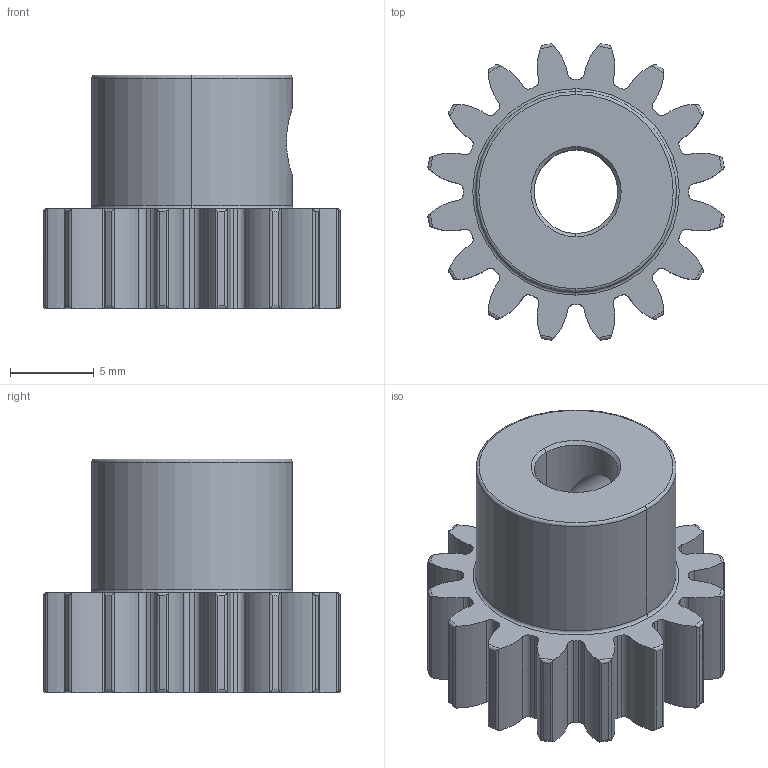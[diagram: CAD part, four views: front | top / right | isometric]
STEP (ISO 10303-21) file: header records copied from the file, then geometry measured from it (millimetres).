
FILE_DESCRIPTION (( 'STEP AP203' ), '1' );
FILE_NAME ('2664N468_METAL GEAR - 20 DEGREE PRESSURE ANGLE_2664N468_sldprt.STEP', '2021-07-30T01:58:00', ( '' ), ( '' ), 'SwSTEP 2.0', 'SolidWorks 2019', '' );
FILE_SCHEMA (( 'CONFIG_CONTROL_DESIGN' ));
Length unit declared in the file: inch
Products named in the file (1): 2664N468_METAL GEAR - 20 DEGREE PRESSURE ANGLE_2664N468_sldprt
Bounding box: 17.74 x 17.74 x 14 mm (x, y, z)
Volume: 1765.9 mm3; surface area: 1470.9 mm2
Topology: 1 solids, 1 shells, 177 faces, 514 edges, 340 vertices
Faces by surface type: cylinder 134, torus 36, cone 4, plane 3
Entity records: 6273 total; most frequent: CARTESIAN_POINT 1534, ORIENTED_EDGE 1028, DIRECTION 982, EDGE_CURVE 514, AXIS2_PLACEMENT_3D 422, VERTEX_POINT 340, CIRCLE 244, EDGE_LOOP 182
